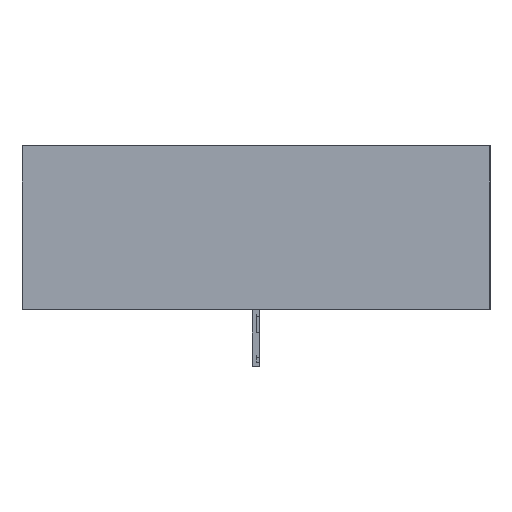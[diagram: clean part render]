
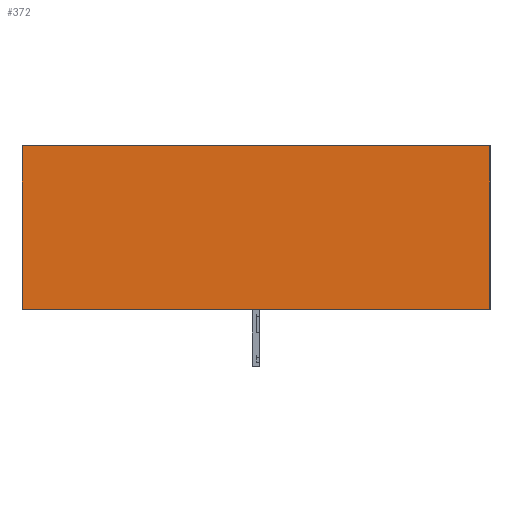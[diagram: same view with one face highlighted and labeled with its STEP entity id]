
A CAD part, left-side view. The second image highlights one B-rep face of the part: STEP entity #372.
In plain terms, the highlighted planar face has unit normal (-1, 0, 0).
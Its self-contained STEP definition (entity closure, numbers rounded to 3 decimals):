
#372 = ADVANCED_FACE( '', ( #793 ), #794, .F. );
#793 = FACE_OUTER_BOUND( '', #1243, .T. );
#794 = PLANE( '', #1244 );
#1243 = EDGE_LOOP( '', ( #2752, #2753, #2754, #2755 ) );
#1244 = AXIS2_PLACEMENT_3D( '', #2756, #2757, #2758 );
#2752 = ORIENTED_EDGE( '', *, *, #3463, .T. );
#2753 = ORIENTED_EDGE( '', *, *, #3464, .F. );
#2754 = ORIENTED_EDGE( '', *, *, #3465, .F. );
#2755 = ORIENTED_EDGE( '', *, *, #3466, .T. );
#2756 = CARTESIAN_POINT( '', ( -99.5, 30., 21. ) );
#2757 = DIRECTION( '', ( 1., 0., 0. ) );
#2758 = DIRECTION( '', ( 0., 0., -1. ) );
#3463 = EDGE_CURVE( '', #4302, #4303, #4304, .T. );
#3464 = EDGE_CURVE( '', #4305, #4303, #4306, .T. );
#3465 = EDGE_CURVE( '', #4307, #4305, #4308, .T. );
#3466 = EDGE_CURVE( '', #4307, #4302, #4309, .T. );
#4302 = VERTEX_POINT( '', #5542 );
#4303 = VERTEX_POINT( '', #5543 );
#4304 = LINE( '', #5544, #5545 );
#4305 = VERTEX_POINT( '', #5546 );
#4306 = LINE( '', #5547, #5548 );
#4307 = VERTEX_POINT( '', #5549 );
#4308 = LINE( '', #5550, #5551 );
#4309 = LINE( '', #5552, #5553 );
#5542 = CARTESIAN_POINT( '', ( -99.5, 30., 0. ) );
#5543 = CARTESIAN_POINT( '', ( -99.5, -30., 0. ) );
#5544 = CARTESIAN_POINT( '', ( -99.5, 30., 0. ) );
#5545 = VECTOR( '', #6395, 1000. );
#5546 = CARTESIAN_POINT( '', ( -99.5, -30., 21. ) );
#5547 = CARTESIAN_POINT( '', ( -99.5, -30., 21. ) );
#5548 = VECTOR( '', #6396, 1000. );
#5549 = CARTESIAN_POINT( '', ( -99.5, 30., 21. ) );
#5550 = CARTESIAN_POINT( '', ( -99.5, 30., 21. ) );
#5551 = VECTOR( '', #6397, 1000. );
#5552 = CARTESIAN_POINT( '', ( -99.5, 30., 21. ) );
#5553 = VECTOR( '', #6398, 1000. );
#6395 = DIRECTION( '', ( 0., -1., 0. ) );
#6396 = DIRECTION( '', ( 0., 0., -1. ) );
#6397 = DIRECTION( '', ( 0., -1., 0. ) );
#6398 = DIRECTION( '', ( 0., 0., -1. ) );
